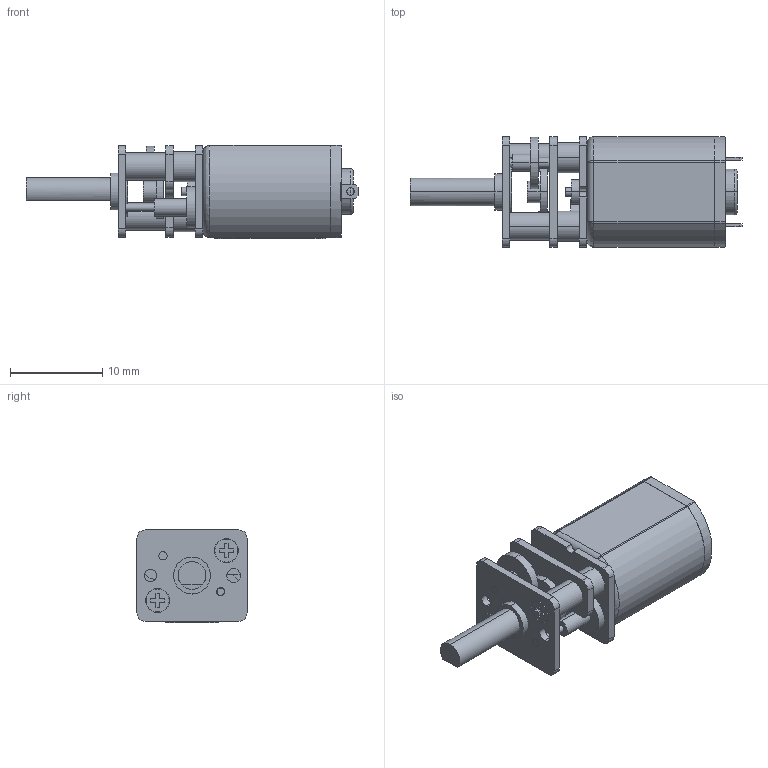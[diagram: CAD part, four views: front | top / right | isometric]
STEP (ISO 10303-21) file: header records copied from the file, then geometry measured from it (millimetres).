
FILE_DESCRIPTION (( 'STEP AP214' ), '1' );
FILE_NAME ('Mini Spark N20 R1.STEP', '2025-10-14T20:44:21', ( '' ), ( '' ), 'SwSTEP 2.0', 'SolidWorks 2015', '' );
FILE_SCHEMA (( 'AUTOMOTIVE_DESIGN' ));
Length unit declared in the file: millimetre
Products named in the file (1): Mini Spark N20 R1
Bounding box: 35.96 x 12 x 10.1 mm (x, y, z)
Volume: 2030 mm3; surface area: 2242.3 mm2
Topology: 12 solids, 12 shells, 302 faces, 721 edges, 472 vertices
Faces by surface type: cylinder 150, plane 140, torus 4, bspline 4, cone 4
Entity records: 9968 total; most frequent: CARTESIAN_POINT 1648, DIRECTION 1619, ORIENTED_EDGE 1434, EDGE_CURVE 717, AXIS2_PLACEMENT_3D 611, VERTEX_POINT 472, VECTOR 397, LINE 397
